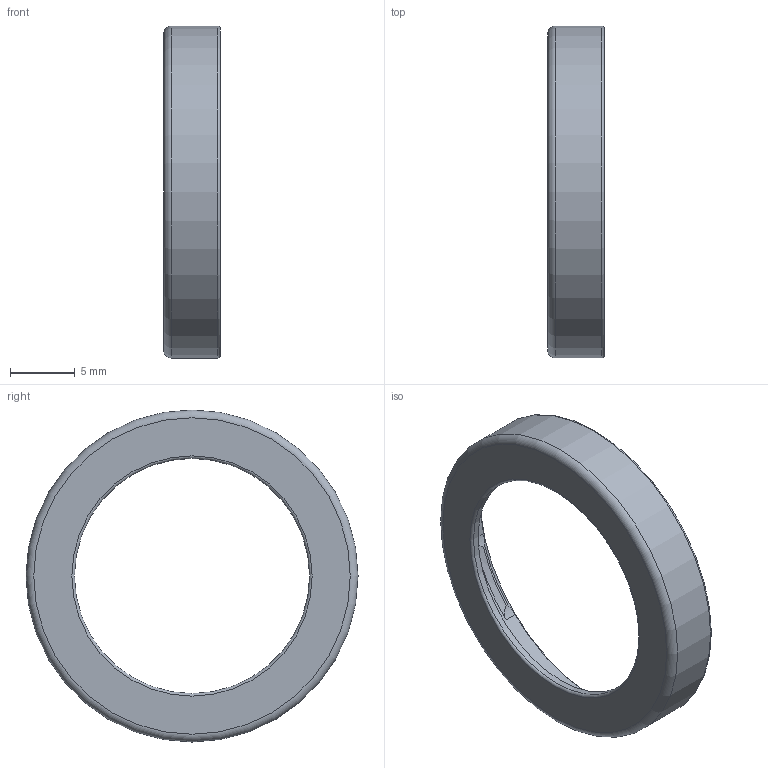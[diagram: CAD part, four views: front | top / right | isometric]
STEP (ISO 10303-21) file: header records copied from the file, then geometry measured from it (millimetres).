
FILE_DESCRIPTION( ( 'Unknown' ), '1' );
FILE_NAME( '7333xxxxx.stp', 'Unknown', ( 'Unknown' ), ( 'Unknown' ), 'PSStep 15.0.49', 'Unknown', ' ' );
FILE_SCHEMA( ( 'AUTOMOTIVE_DESIGN { 1 0 10303 214 1 1 1 1 }' ) );
Length unit declared in the file: millimetre
Products named in the file (1): 1
Bounding box: 4.4 x 25.7 x 25.7 mm (x, y, z)
Volume: 280.8 mm3; surface area: 1154.8 mm2
Topology: 1 solids, 1 shells, 23 faces, 57 edges, 37 vertices
Faces by surface type: cylinder 12, cone 4, torus 4, plane 3
Full cylindrical faces by diameter (mm): 18.2 x1, 25 x1, 25.7 x1
Entity records: 874 total; most frequent: CARTESIAN_POINT 176, DIRECTION 104, ORIENTED_EDGE 92, AXIS2_PLACEMENT_3D 46, EDGE_CURVE 46, EDGE_LOOP 34, VERTEX_POINT 34, FACE_OUTER_BOUND 30
